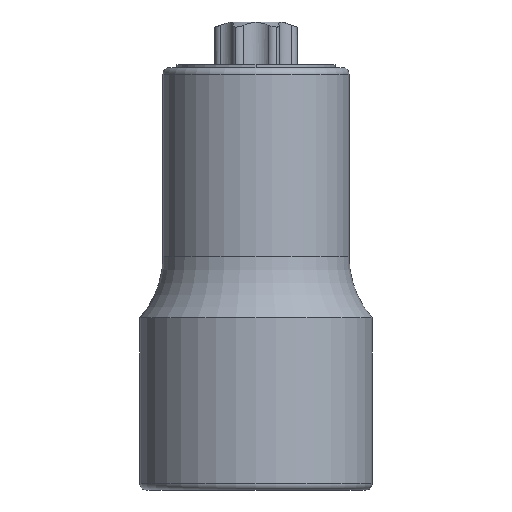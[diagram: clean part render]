
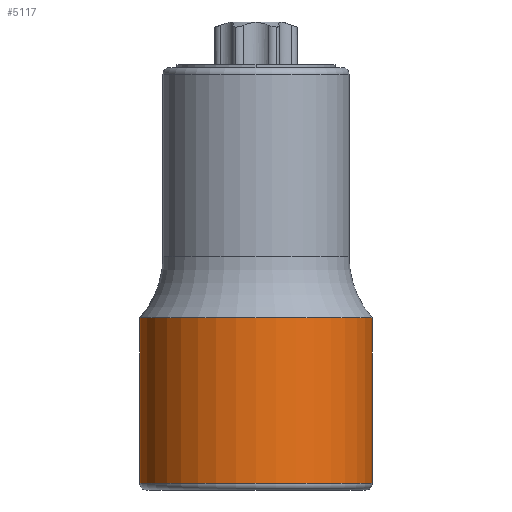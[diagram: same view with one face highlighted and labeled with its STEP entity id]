
A CAD part, front view. The second image highlights one B-rep face of the part: STEP entity #5117.
In plain terms, the highlighted cylindrical face has radius 12.5 mm (diameter 25 mm), a partial arc.
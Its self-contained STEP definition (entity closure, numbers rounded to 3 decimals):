
#4512=DIRECTION('',(0.,0.,1.));
#4513=VECTOR('',#4512,17.8);
#4514=CARTESIAN_POINT('',(-12.5,0.,0.4));
#4515=LINE('',#4514,#4513);
#4589=CARTESIAN_POINT('',(0.,0.,0.4));
#4590=DIRECTION('',(0.,0.,-1.));
#4591=DIRECTION('',(-1.,0.,0.));
#4592=AXIS2_PLACEMENT_3D('',#4589,#4590,#4591);
#4597=DIRECTION('',(0.,0.,1.));
#4598=VECTOR('',#4597,17.8);
#4599=CARTESIAN_POINT('',(12.5,0.,0.4));
#4600=LINE('',#4599,#4598);
#4604=CARTESIAN_POINT('',(0.,0.,18.2));
#4605=DIRECTION('',(0.,0.,1.));
#4606=DIRECTION('',(1.,0.,0.));
#4607=AXIS2_PLACEMENT_3D('',#4604,#4605,#4606);
#4842=CARTESIAN_POINT('',(-12.5,0.,18.2));
#4843=CARTESIAN_POINT('',(12.5,0.,18.2));
#4844=VERTEX_POINT('',#4842);
#4845=VERTEX_POINT('',#4843);
#4888=CARTESIAN_POINT('',(-12.5,0.,0.4));
#4889=CARTESIAN_POINT('',(12.5,0.,0.4));
#4890=VERTEX_POINT('',#4888);
#4891=VERTEX_POINT('',#4889);
#5105=CARTESIAN_POINT('',(0.,0.,-0.3));
#5106=DIRECTION('',(0.,0.,1.));
#5107=DIRECTION('',(1.,0.,0.));
#5108=AXIS2_PLACEMENT_3D('',#5105,#5106,#5107);
#5109=CYLINDRICAL_SURFACE('',#5108,12.5);
#5110=ORIENTED_EDGE('',*,*,#5099,.T.);
#5111=ORIENTED_EDGE('',*,*,#5069,.T.);
#5113=ORIENTED_EDGE('',*,*,#5112,.T.);
#5114=ORIENTED_EDGE('',*,*,#5065,.F.);
#5115=EDGE_LOOP('',(#5110,#5111,#5113,#5114));
#5116=FACE_OUTER_BOUND('',#5115,.F.);
#5117=ADVANCED_FACE('',(#5116),#5109,.T.);
#4593=CIRCLE('',#4592,12.5);
#4608=CIRCLE('',#4607,12.5);
#5065=EDGE_CURVE('',#4890,#4844,#4515,.T.);
#5069=EDGE_CURVE('',#4891,#4845,#4600,.T.);
#5099=EDGE_CURVE('',#4890,#4891,#4593,.T.);
#5112=EDGE_CURVE('',#4845,#4844,#4608,.T.);
